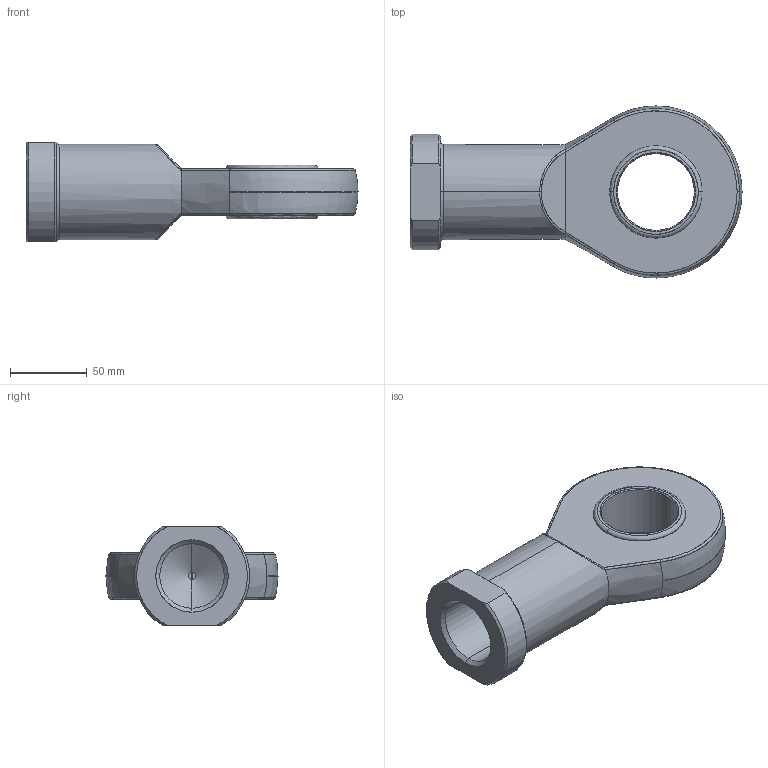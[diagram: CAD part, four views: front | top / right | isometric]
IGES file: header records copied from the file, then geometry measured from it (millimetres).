
Start section: SolidWorks IGES file using analytic representation for surfaces
Global section: file name: 320  KMB-RE   (50  UK) .IGS; native system: SolidWorks 2010; preprocessor: SolidWorks 2010; author: HASAN; date: 100810.155230; units: millimetre
Bounding box: 216 x 112 x 65 mm (x, y, z)
Surface area: 67827.9 mm2 (no closed solid volume)
Topology: 0 solids, 0 shells, 56 faces, 1128 edges, 1127 vertices
Faces by surface type: bspline 28, revolution 28
